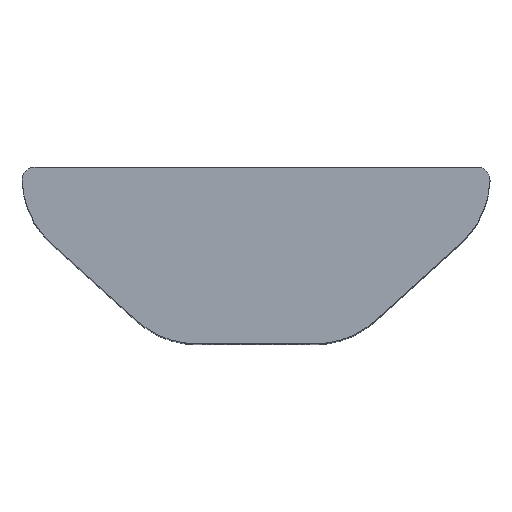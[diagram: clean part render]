
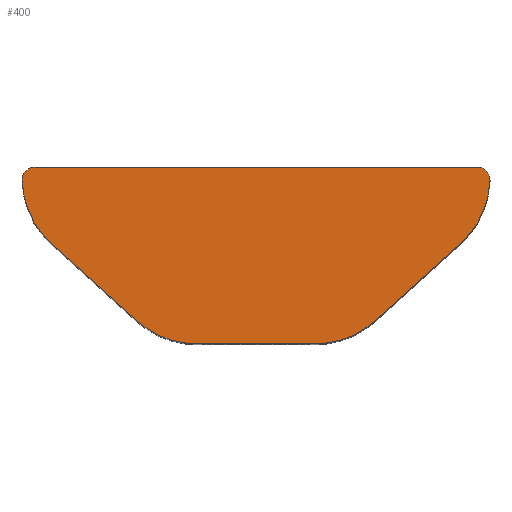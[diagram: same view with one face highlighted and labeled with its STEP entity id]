
A CAD part, top view. The second image highlights one B-rep face of the part: STEP entity #400.
In plain terms, the highlighted planar face has unit normal (0, 0, 1).
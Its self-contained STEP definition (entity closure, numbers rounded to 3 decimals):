
#8 = VERTEX_POINT ( 'NONE', #697 ) ;
#12 = CIRCLE ( 'NONE', #460, 0.5 ) ;
#20 = VECTOR ( 'NONE', #324, 1000. ) ;
#31 = EDGE_LOOP ( 'NONE', ( #288, #378, #102, #262, #112, #346, #429, #280, #100, #50, #54 ) ) ;
#39 = VERTEX_POINT ( 'NONE', #706 ) ;
#50 = ORIENTED_EDGE ( 'NONE', *, *, #715, .T. ) ;
#54 = ORIENTED_EDGE ( 'NONE', *, *, #327, .T. ) ;
#55 = VERTEX_POINT ( 'NONE', #564 ) ;
#66 = VERTEX_POINT ( 'NONE', #680 ) ;
#68 = LINE ( 'NONE', #391, #573 ) ;
#71 = LINE ( 'NONE', #370, #637 ) ;
#78 = CIRCLE ( 'NONE', #443, 3.5 ) ;
#79 = VERTEX_POINT ( 'NONE', #677 ) ;
#100 = ORIENTED_EDGE ( 'NONE', *, *, #522, .T. ) ;
#102 = ORIENTED_EDGE ( 'NONE', *, *, #717, .T. ) ;
#112 = ORIENTED_EDGE ( 'NONE', *, *, #185, .F. ) ;
#141 = CIRCLE ( 'NONE', #580, 0.5 ) ;
#163 = VERTEX_POINT ( 'NONE', #533 ) ;
#185 = EDGE_CURVE ( 'NONE', #539, #66, #423, .T. ) ;
#206 = VERTEX_POINT ( 'NONE', #504 ) ;
#235 = EDGE_CURVE ( 'NONE', #55, #8, #632, .T. ) ;
#247 = VERTEX_POINT ( 'NONE', #463 ) ;
#262 = ORIENTED_EDGE ( 'NONE', *, *, #567, .F. ) ;
#274 = VERTEX_POINT ( 'NONE', #434 ) ;
#280 = ORIENTED_EDGE ( 'NONE', *, *, #416, .T. ) ;
#286 = DIRECTION ( 'NONE',  ( -1., 0., 0. ) ) ;
#288 = ORIENTED_EDGE ( 'NONE', *, *, #235, .T. ) ;
#324 = DIRECTION ( 'NONE',  ( -1., 0., 0. ) ) ;
#325 = CARTESIAN_POINT ( 'NONE',  ( 2.75, 0., 23. ) ) ;
#327 = EDGE_CURVE ( 'NONE', #366, #55, #670, .T. ) ;
#329 = DIRECTION ( 'NONE',  ( -1., 0., 0. ) ) ;
#330 = DIRECTION ( 'NONE',  ( 0., 0., -1. ) ) ;
#331 = DIRECTION ( 'NONE',  ( 0., 0., 1. ) ) ;
#332 = CARTESIAN_POINT ( 'NONE',  ( 2.25, -3.3, 23. ) ) ;
#336 = CARTESIAN_POINT ( 'NONE',  ( -8.497, -0.5, 23. ) ) ;
#344 = DIRECTION ( 'NONE',  ( -1., 0., 0. ) ) ;
#345 = DIRECTION ( 'NONE',  ( 0., 0., 1. ) ) ;
#346 = ORIENTED_EDGE ( 'NONE', *, *, #368, .T. ) ;
#347 = CARTESIAN_POINT ( 'NONE',  ( 8.5, -0.5, 23. ) ) ;
#361 = CARTESIAN_POINT ( 'NONE',  ( -8.997, -0.521, 23. ) ) ;
#366 = VERTEX_POINT ( 'NONE', #413 ) ;
#367 = DIRECTION ( 'NONE',  ( 1., 0., 0. ) ) ;
#368 = EDGE_CURVE ( 'NONE', #539, #274, #78, .T. ) ;
#370 = CARTESIAN_POINT ( 'NONE',  ( 2.25, -6.8, 23. ) ) ;
#372 = AXIS2_PLACEMENT_3D ( 'NONE', #459, #457, #456 ) ;
#378 = ORIENTED_EDGE ( 'NONE', *, *, #710, .T. ) ;
#383 = DIRECTION ( 'NONE',  ( -1., 0., 0. ) ) ;
#384 = DIRECTION ( 'NONE',  ( 0., 0., 1. ) ) ;
#391 = CARTESIAN_POINT ( 'NONE',  ( -7.842, -2.975, 23. ) ) ;
#393 = DIRECTION ( 'NONE',  ( 1., 0., 0. ) ) ;
#394 = DIRECTION ( 'NONE',  ( 0., 0., 1. ) ) ;
#395 = PLANE ( 'NONE',  #555 ) ;
#397 = DIRECTION ( 'NONE',  ( 0.743, -0.669, 0. ) ) ;
#400 = ADVANCED_FACE ( 'NONE', ( #578 ), #395, .T. ) ;
#403 = DIRECTION ( 'NONE',  ( -1., 0., 0. ) ) ;
#404 = AXIS2_PLACEMENT_3D ( 'NONE', #515, #513, #511 ) ;
#405 = DIRECTION ( 'NONE',  ( 0., 0., 1. ) ) ;
#406 = CARTESIAN_POINT ( 'NONE',  ( -5.5, -0.374, 23. ) ) ;
#407 = EDGE_CURVE ( 'NONE', #274, #206, #68, .T. ) ;
#413 = CARTESIAN_POINT ( 'NONE',  ( 4.592, -5.901, 23. ) ) ;
#416 = EDGE_CURVE ( 'NONE', #206, #79, #571, .T. ) ;
#418 = DIRECTION ( 'NONE',  ( 0.743, 0.669, 0. ) ) ;
#419 = CARTESIAN_POINT ( 'NONE',  ( 4.592, -5.901, 23. ) ) ;
#423 = CIRCLE ( 'NONE', #404, 0.5 ) ;
#429 = ORIENTED_EDGE ( 'NONE', *, *, #407, .T. ) ;
#434 = CARTESIAN_POINT ( 'NONE',  ( -7.842, -2.975, 23. ) ) ;
#443 = AXIS2_PLACEMENT_3D ( 'NONE', #406, #405, #403 ) ;
#456 = DIRECTION ( 'NONE',  ( -1., 0., 0. ) ) ;
#457 = DIRECTION ( 'NONE',  ( 0., 0., 1. ) ) ;
#458 = AXIS2_PLACEMENT_3D ( 'NONE', #332, #331, #329 ) ;
#459 = CARTESIAN_POINT ( 'NONE',  ( 5.503, -0.371, 23. ) ) ;
#460 = AXIS2_PLACEMENT_3D ( 'NONE', #347, #345, #344 ) ;
#463 = CARTESIAN_POINT ( 'NONE',  ( 8.5, 0., 23. ) ) ;
#481 = CARTESIAN_POINT ( 'NONE',  ( -2.25, -3.3, 23. ) ) ;
#504 = CARTESIAN_POINT ( 'NONE',  ( -4.592, -5.901, 23. ) ) ;
#511 = DIRECTION ( 'NONE',  ( -1., 0., 0. ) ) ;
#513 = DIRECTION ( 'NONE',  ( 0., 0., -1. ) ) ;
#515 = CARTESIAN_POINT ( 'NONE',  ( -8.497, -0.5, 23. ) ) ;
#522 = EDGE_CURVE ( 'NONE', #79, #39, #71, .T. ) ;
#533 = CARTESIAN_POINT ( 'NONE',  ( -8.497, 0., 23. ) ) ;
#539 = VERTEX_POINT ( 'NONE', #361 ) ;
#553 = VECTOR ( 'NONE', #418, 1000. ) ;
#555 = AXIS2_PLACEMENT_3D ( 'NONE', #673, #394, #393 ) ;
#559 = AXIS2_PLACEMENT_3D ( 'NONE', #481, #384, #383 ) ;
#564 = CARTESIAN_POINT ( 'NONE',  ( 7.845, -2.972, 23. ) ) ;
#567 = EDGE_CURVE ( 'NONE', #66, #163, #141, .T. ) ;
#571 = CIRCLE ( 'NONE', #559, 3.5 ) ;
#573 = VECTOR ( 'NONE', #397, 1000. ) ;
#578 = FACE_OUTER_BOUND ( 'NONE', #31, .T. ) ;
#580 = AXIS2_PLACEMENT_3D ( 'NONE', #336, #330, #286 ) ;
#601 = LINE ( 'NONE', #325, #20 ) ;
#632 = CIRCLE ( 'NONE', #372, 3.5 ) ;
#637 = VECTOR ( 'NONE', #367, 1000. ) ;
#670 = LINE ( 'NONE', #419, #553 ) ;
#673 = CARTESIAN_POINT ( 'NONE',  ( 2.25, -3.3, 23. ) ) ;
#677 = CARTESIAN_POINT ( 'NONE',  ( -2.25, -6.8, 23. ) ) ;
#680 = CARTESIAN_POINT ( 'NONE',  ( -8.997, -0.5, 23. ) ) ;
#697 = CARTESIAN_POINT ( 'NONE',  ( 9., -0.521, 23. ) ) ;
#703 = CIRCLE ( 'NONE', #458, 3.5 ) ;
#706 = CARTESIAN_POINT ( 'NONE',  ( 2.25, -6.8, 23. ) ) ;
#710 = EDGE_CURVE ( 'NONE', #8, #247, #12, .T. ) ;
#715 = EDGE_CURVE ( 'NONE', #39, #366, #703, .T. ) ;
#717 = EDGE_CURVE ( 'NONE', #247, #163, #601, .T. ) ;
